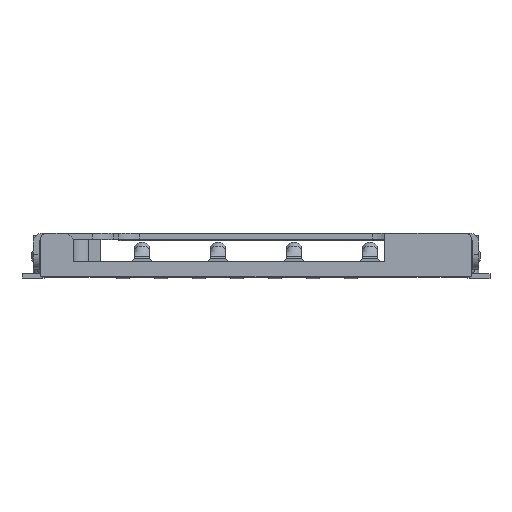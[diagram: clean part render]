
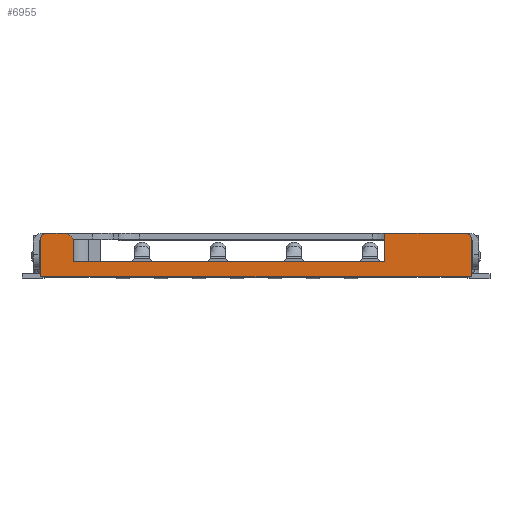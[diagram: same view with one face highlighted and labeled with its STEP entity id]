
A CAD part, top view. The second image highlights one B-rep face of the part: STEP entity #6955.
In plain terms, the highlighted planar face has unit normal (0, 0, 1).
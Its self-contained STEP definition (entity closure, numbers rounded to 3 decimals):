
#295 = VECTOR ( 'NONE', #34879, 1000. ) ;
#1627 = VECTOR ( 'NONE', #40971, 1000. ) ;
#4045 = CIRCLE ( 'NONE', #35700, 0.2 ) ;
#4407 = VECTOR ( 'NONE', #14051, 1000. ) ;
#4695 = CARTESIAN_POINT ( 'NONE',  ( -7.2, 0.525, 0. ) ) ;
#4914 = ORIENTED_EDGE ( 'NONE', *, *, #8192, .T. ) ;
#5379 = CARTESIAN_POINT ( 'NONE',  ( -7., 0.525, 0. ) ) ;
#5973 = CARTESIAN_POINT ( 'NONE',  ( -6.1, 0., 0. ) ) ;
#6107 = CARTESIAN_POINT ( 'NONE',  ( 0., 0., 0. ) ) ;
#6462 = EDGE_CURVE ( 'NONE', #14195, #25773, #4045, .T. ) ;
#6569 = CARTESIAN_POINT ( 'NONE',  ( 7., 0.725, 0. ) ) ;
#6837 = CARTESIAN_POINT ( 'NONE',  ( 7.2, -0.725, 0. ) ) ;
#6955 = ADVANCED_FACE ( 'NONE', ( #23209 ), #40558, .T. ) ;
#7275 = CARTESIAN_POINT ( 'NONE',  ( -6.3, 0.725, 0. ) ) ;
#7430 = EDGE_CURVE ( 'NONE', #11947, #7504, #19227, .T. ) ;
#7504 = VERTEX_POINT ( 'NONE', #29182 ) ;
#7570 = DIRECTION ( 'NONE',  ( 0., -1., 0. ) ) ;
#7658 = AXIS2_PLACEMENT_3D ( 'NONE', #6107, #31082, #16436 ) ;
#8192 = EDGE_CURVE ( 'NONE', #25773, #14258, #20373, .T. ) ;
#8283 = VECTOR ( 'NONE', #26965, 1000. ) ;
#9865 = CARTESIAN_POINT ( 'NONE',  ( 0., -0.725, 0. ) ) ;
#9910 = ORIENTED_EDGE ( 'NONE', *, *, #42806, .T. ) ;
#10005 = VERTEX_POINT ( 'NONE', #28825 ) ;
#10921 = EDGE_CURVE ( 'NONE', #11039, #10005, #41655, .T. ) ;
#11039 = VERTEX_POINT ( 'NONE', #4695 ) ;
#11786 = LINE ( 'NONE', #34395, #30537 ) ;
#11947 = VERTEX_POINT ( 'NONE', #35075 ) ;
#13398 = VECTOR ( 'NONE', #43368, 1000. ) ;
#14051 = DIRECTION ( 'NONE',  ( 1., 0., 0. ) ) ;
#14178 = VECTOR ( 'NONE', #44040, 1000. ) ;
#14195 = VERTEX_POINT ( 'NONE', #25329 ) ;
#14255 = CARTESIAN_POINT ( 'NONE',  ( 5.65, 0.725, 0. ) ) ;
#14258 = VERTEX_POINT ( 'NONE', #33100 ) ;
#14287 = LINE ( 'NONE', #27823, #24796 ) ;
#14928 = ORIENTED_EDGE ( 'NONE', *, *, #29283, .F. ) ;
#15045 = DIRECTION ( 'NONE',  ( 1., 0., 0. ) ) ;
#16088 = ORIENTED_EDGE ( 'NONE', *, *, #18308, .T. ) ;
#16436 = DIRECTION ( 'NONE',  ( 1., 0., 0. ) ) ;
#16731 = ORIENTED_EDGE ( 'NONE', *, *, #31189, .F. ) ;
#17253 = DIRECTION ( 'NONE',  ( -0.707, 0.707, 0. ) ) ;
#17286 = AXIS2_PLACEMENT_3D ( 'NONE', #5379, #18638, #15045 ) ;
#17743 = CARTESIAN_POINT ( 'NONE',  ( -7.2, -0.1, 0. ) ) ;
#18308 = EDGE_CURVE ( 'NONE', #33297, #11039, #41801, .T. ) ;
#18481 = CARTESIAN_POINT ( 'NONE',  ( -7., 0.725, 0. ) ) ;
#18638 = DIRECTION ( 'NONE',  ( 0., 0., 1. ) ) ;
#19227 = LINE ( 'NONE', #5973, #13398 ) ;
#20373 = LINE ( 'NONE', #34572, #14178 ) ;
#23027 = ORIENTED_EDGE ( 'NONE', *, *, #42617, .T. ) ;
#23209 = FACE_OUTER_BOUND ( 'NONE', #43062, .T. ) ;
#24796 = VECTOR ( 'NONE', #7570, 1000. ) ;
#24854 = VERTEX_POINT ( 'NONE', #25721 ) ;
#25329 = CARTESIAN_POINT ( 'NONE',  ( 7.2, 0.525, 0. ) ) ;
#25721 = CARTESIAN_POINT ( 'NONE',  ( 4.3, -0.225, 0. ) ) ;
#25773 = VERTEX_POINT ( 'NONE', #6569 ) ;
#26686 = ORIENTED_EDGE ( 'NONE', *, *, #43302, .T. ) ;
#26820 = ORIENTED_EDGE ( 'NONE', *, *, #6462, .T. ) ;
#26965 = DIRECTION ( 'NONE',  ( 1., 0., 0. ) ) ;
#27208 = DIRECTION ( 'NONE',  ( 0., -1., 0. ) ) ;
#27455 = CARTESIAN_POINT ( 'NONE',  ( 0., -0.225, 0. ) ) ;
#27823 = CARTESIAN_POINT ( 'NONE',  ( 4.3, 0.25, 0. ) ) ;
#28825 = CARTESIAN_POINT ( 'NONE',  ( -7.2, -0.725, 0. ) ) ;
#29182 = CARTESIAN_POINT ( 'NONE',  ( -6.1, -0.225, 0. ) ) ;
#29283 = EDGE_CURVE ( 'NONE', #33297, #44472, #34542, .T. ) ;
#29896 = CARTESIAN_POINT ( 'NONE',  ( 7., 0.525, 0. ) ) ;
#30537 = VECTOR ( 'NONE', #17253, 1000. ) ;
#30803 = ORIENTED_EDGE ( 'NONE', *, *, #10921, .T. ) ;
#31082 = DIRECTION ( 'NONE',  ( 0., 0., 1. ) ) ;
#31090 = ORIENTED_EDGE ( 'NONE', *, *, #7430, .F. ) ;
#31189 = EDGE_CURVE ( 'NONE', #7504, #24854, #37620, .T. ) ;
#31419 = DIRECTION ( 'NONE',  ( 0., 0., 1. ) ) ;
#32196 = VECTOR ( 'NONE', #27208, 1000. ) ;
#33001 = VERTEX_POINT ( 'NONE', #6837 ) ;
#33100 = CARTESIAN_POINT ( 'NONE',  ( 4.3, 0.725, 0. ) ) ;
#33297 = VERTEX_POINT ( 'NONE', #18481 ) ;
#34395 = CARTESIAN_POINT ( 'NONE',  ( -6.1, 0.525, 0. ) ) ;
#34542 = LINE ( 'NONE', #14255, #4407 ) ;
#34572 = CARTESIAN_POINT ( 'NONE',  ( 0., 0.725, 0. ) ) ;
#34879 = DIRECTION ( 'NONE',  ( 0., -1., 0. ) ) ;
#35049 = DIRECTION ( 'NONE',  ( -1., 0., 0. ) ) ;
#35075 = CARTESIAN_POINT ( 'NONE',  ( -6.1, 0.525, 0. ) ) ;
#35700 = AXIS2_PLACEMENT_3D ( 'NONE', #29896, #31419, #35049 ) ;
#37620 = LINE ( 'NONE', #27455, #1627 ) ;
#38242 = LINE ( 'NONE', #42484, #295 ) ;
#40558 = PLANE ( 'NONE',  #7658 ) ;
#40712 = LINE ( 'NONE', #9865, #8283 ) ;
#40971 = DIRECTION ( 'NONE',  ( 1., 0., 0. ) ) ;
#41655 = LINE ( 'NONE', #17743, #32196 ) ;
#41801 = CIRCLE ( 'NONE', #17286, 0.2 ) ;
#42484 = CARTESIAN_POINT ( 'NONE',  ( 7.2, -0.1, 0. ) ) ;
#42535 = ORIENTED_EDGE ( 'NONE', *, *, #43893, .F. ) ;
#42617 = EDGE_CURVE ( 'NONE', #14258, #24854, #14287, .T. ) ;
#42806 = EDGE_CURVE ( 'NONE', #11947, #44472, #11786, .T. ) ;
#43062 = EDGE_LOOP ( 'NONE', ( #14928, #16088, #30803, #26686, #42535, #26820, #4914, #23027, #16731, #31090, #9910 ) ) ;
#43302 = EDGE_CURVE ( 'NONE', #10005, #33001, #40712, .T. ) ;
#43368 = DIRECTION ( 'NONE',  ( 0., -1., 0. ) ) ;
#43893 = EDGE_CURVE ( 'NONE', #14195, #33001, #38242, .T. ) ;
#44040 = DIRECTION ( 'NONE',  ( -1., 0., 0. ) ) ;
#44472 = VERTEX_POINT ( 'NONE', #7275 ) ;
